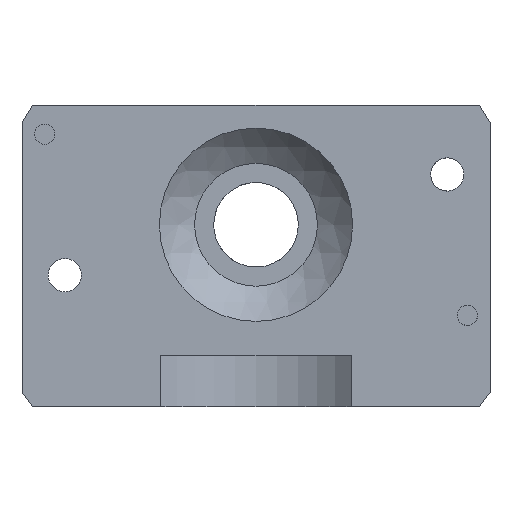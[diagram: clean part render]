
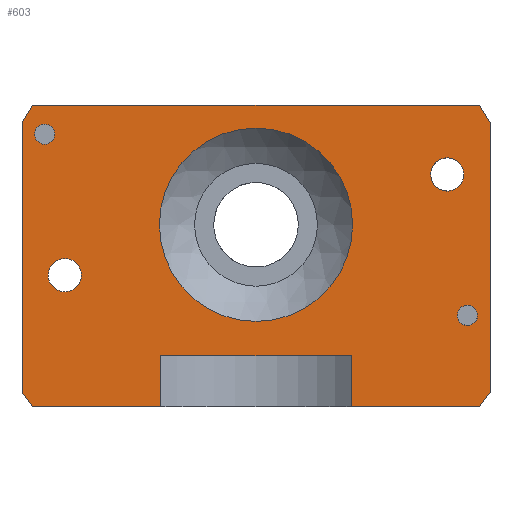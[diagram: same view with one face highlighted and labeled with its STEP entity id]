
A CAD part, front view. The second image highlights one B-rep face of the part: STEP entity #603.
In plain terms, the highlighted planar face has unit normal (0, -1, 0).
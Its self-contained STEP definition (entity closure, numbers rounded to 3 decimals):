
#39=B_SPLINE_CURVE_WITH_KNOTS('',3,(#1249,#1250,#1251,#1252,#1253,#1254),
 .UNSPECIFIED.,.F.,.F.,(4,2,4),(-0.202,-0.101,0.),
 .UNSPECIFIED.);
#40=B_SPLINE_CURVE_WITH_KNOTS('',3,(#1258,#1259,#1260,#1261,#1262,#1263),
 .UNSPECIFIED.,.F.,.F.,(4,2,4),(-0.177,-0.088,
0.),.UNSPECIFIED.);
#41=B_SPLINE_CURVE_WITH_KNOTS('',3,(#1268,#1269,#1270,#1271,#1272,#1273),
 .UNSPECIFIED.,.F.,.F.,(4,2,4),(-0.177,-0.088,
0.),.UNSPECIFIED.);
#42=B_SPLINE_CURVE_WITH_KNOTS('',3,(#1276,#1277,#1278,#1279,#1280,#1281),
 .UNSPECIFIED.,.F.,.F.,(4,2,4),(-0.202,-0.101,0.),
 .UNSPECIFIED.);
#60=LINE('',#1238,#89);
#61=LINE('',#1241,#90);
#62=LINE('',#1243,#91);
#63=LINE('',#1247,#92);
#64=LINE('',#1256,#93);
#65=LINE('',#1264,#94);
#66=LINE('',#1266,#95);
#67=LINE('',#1275,#96);
#89=VECTOR('',#718,5.1);
#90=VECTOR('',#721,5.1);
#91=VECTOR('',#724,18.931);
#92=VECTOR('',#727,44.39);
#93=VECTOR('',#728,26.856);
#94=VECTOR('',#729,12.729);
#95=VECTOR('',#730,12.729);
#96=VECTOR('',#731,26.856);
#122=FACE_BOUND('',#186,.T.);
#123=FACE_BOUND('',#187,.T.);
#124=FACE_BOUND('',#188,.T.);
#125=FACE_BOUND('',#189,.T.);
#126=FACE_BOUND('',#190,.T.);
#144=FACE_OUTER_BOUND('',#185,.T.);
#185=EDGE_LOOP('',(#431,#432,#433,#434,#435,#436,#437,#438,#439,#440,#441,
#442));
#186=EDGE_LOOP('',(#443));
#187=EDGE_LOOP('',(#444));
#188=EDGE_LOOP('',(#445));
#189=EDGE_LOOP('',(#446));
#190=EDGE_LOOP('',(#447));
#238=CIRCLE('',#647,1.);
#239=CIRCLE('',#648,1.65);
#240=CIRCLE('',#649,9.6);
#241=CIRCLE('',#650,1.);
#242=CIRCLE('',#651,1.65);
#273=VERTEX_POINT('',#1234);
#274=VERTEX_POINT('',#1235);
#275=VERTEX_POINT('',#1237);
#276=VERTEX_POINT('',#1239);
#277=VERTEX_POINT('',#1245);
#278=VERTEX_POINT('',#1246);
#279=VERTEX_POINT('',#1248);
#280=VERTEX_POINT('',#1255);
#281=VERTEX_POINT('',#1257);
#282=VERTEX_POINT('',#1265);
#283=VERTEX_POINT('',#1267);
#284=VERTEX_POINT('',#1274);
#285=VERTEX_POINT('',#1282);
#286=VERTEX_POINT('',#1284);
#287=VERTEX_POINT('',#1286);
#288=VERTEX_POINT('',#1288);
#289=VERTEX_POINT('',#1290);
#336=EDGE_CURVE('',#275,#273,#60,.F.);
#338=EDGE_CURVE('',#274,#276,#61,.F.);
#339=EDGE_CURVE('',#276,#275,#62,.F.);
#340=EDGE_CURVE('',#277,#278,#63,.T.);
#341=EDGE_CURVE('',#278,#279,#39,.T.);
#342=EDGE_CURVE('',#279,#280,#64,.T.);
#343=EDGE_CURVE('',#281,#280,#40,.T.);
#344=EDGE_CURVE('',#281,#274,#65,.T.);
#345=EDGE_CURVE('',#282,#273,#66,.F.);
#346=EDGE_CURVE('',#282,#283,#41,.F.);
#347=EDGE_CURVE('',#284,#283,#67,.F.);
#348=EDGE_CURVE('',#277,#284,#42,.F.);
#349=EDGE_CURVE('',#285,#285,#238,.F.);
#350=EDGE_CURVE('',#286,#286,#239,.F.);
#351=EDGE_CURVE('',#287,#287,#240,.T.);
#352=EDGE_CURVE('',#288,#288,#241,.T.);
#353=EDGE_CURVE('',#289,#289,#242,.F.);
#431=ORIENTED_EDGE('',*,*,#340,.T.);
#432=ORIENTED_EDGE('',*,*,#341,.T.);
#433=ORIENTED_EDGE('',*,*,#342,.T.);
#434=ORIENTED_EDGE('',*,*,#343,.F.);
#435=ORIENTED_EDGE('',*,*,#344,.T.);
#436=ORIENTED_EDGE('',*,*,#338,.T.);
#437=ORIENTED_EDGE('',*,*,#339,.T.);
#438=ORIENTED_EDGE('',*,*,#336,.T.);
#439=ORIENTED_EDGE('',*,*,#345,.F.);
#440=ORIENTED_EDGE('',*,*,#346,.T.);
#441=ORIENTED_EDGE('',*,*,#347,.F.);
#442=ORIENTED_EDGE('',*,*,#348,.F.);
#443=ORIENTED_EDGE('',*,*,#349,.F.);
#444=ORIENTED_EDGE('',*,*,#350,.T.);
#445=ORIENTED_EDGE('',*,*,#351,.T.);
#446=ORIENTED_EDGE('',*,*,#352,.T.);
#447=ORIENTED_EDGE('',*,*,#353,.T.);
#584=PLANE('',#646);
#603=ADVANCED_FACE('',(#144,#122,#123,#124,#125,#126),#584,.T.);
#646=AXIS2_PLACEMENT_3D('',#1244,#725,#726);
#647=AXIS2_PLACEMENT_3D('',#1283,#732,#733);
#648=AXIS2_PLACEMENT_3D('',#1285,#734,#735);
#649=AXIS2_PLACEMENT_3D('',#1287,#736,#737);
#650=AXIS2_PLACEMENT_3D('',#1289,#738,#739);
#651=AXIS2_PLACEMENT_3D('',#1291,#740,#741);
#718=DIRECTION('',(0.,0.,1.));
#721=DIRECTION('',(0.,0.,-1.));
#724=DIRECTION('',(-1.,0.,0.));
#725=DIRECTION('center_axis',(0.,-1.,0.));
#726=DIRECTION('ref_axis',(0.,0.,1.));
#727=DIRECTION('',(-1.,0.,0.));
#728=DIRECTION('',(0.,0.,-1.));
#729=DIRECTION('',(1.,0.,0.));
#730=DIRECTION('',(1.,0.,0.));
#731=DIRECTION('',(0.,0.,1.));
#732=DIRECTION('center_axis',(0.,1.,0.));
#733=DIRECTION('ref_axis',(1.,0.,0.));
#734=DIRECTION('center_axis',(0.,-1.,0.));
#735=DIRECTION('ref_axis',(0.,0.,1.));
#736=DIRECTION('center_axis',(0.,1.,0.));
#737=DIRECTION('ref_axis',(0.,0.,1.));
#738=DIRECTION('center_axis',(0.,1.,0.));
#739=DIRECTION('ref_axis',(1.,0.,0.));
#740=DIRECTION('center_axis',(0.,-1.,0.));
#741=DIRECTION('ref_axis',(0.,0.,-1.));
#1234=CARTESIAN_POINT('',(9.466,9.2,-18.1));
#1235=CARTESIAN_POINT('',(-9.466,9.2,-18.1));
#1237=CARTESIAN_POINT('',(9.466,9.2,-13.));
#1238=CARTESIAN_POINT('',(9.466,9.2,-15.3));
#1239=CARTESIAN_POINT('',(-9.466,9.2,-13.));
#1241=CARTESIAN_POINT('',(-9.466,9.2,-15.3));
#1243=CARTESIAN_POINT('',(-16.356,9.2,-13.));
#1244=CARTESIAN_POINT('Origin',(-23.246,9.2,-18.1));
#1245=CARTESIAN_POINT('',(22.195,9.2,11.9));
#1246=CARTESIAN_POINT('',(-22.195,9.2,11.9));
#1247=CARTESIAN_POINT('',(-21.615,9.2,11.9));
#1248=CARTESIAN_POINT('',(-23.246,9.2,10.177));
#1249=CARTESIAN_POINT('Ctrl Pts',(-22.195,9.2,11.9));
#1250=CARTESIAN_POINT('Ctrl Pts',(-22.37,9.2,11.613));
#1251=CARTESIAN_POINT('Ctrl Pts',(-22.546,9.2,11.326));
#1252=CARTESIAN_POINT('Ctrl Pts',(-22.896,9.2,10.752));
#1253=CARTESIAN_POINT('Ctrl Pts',(-23.071,9.2,10.464));
#1254=CARTESIAN_POINT('Ctrl Pts',(-23.246,9.2,10.177));
#1255=CARTESIAN_POINT('',(-23.246,9.2,-16.679));
#1256=CARTESIAN_POINT('',(-23.246,9.2,-3.1));
#1257=CARTESIAN_POINT('',(-22.195,9.2,-18.1));
#1258=CARTESIAN_POINT('Ctrl Pts',(-22.195,9.2,-18.1));
#1259=CARTESIAN_POINT('Ctrl Pts',(-22.37,9.2,-17.863));
#1260=CARTESIAN_POINT('Ctrl Pts',(-22.546,9.2,-17.627));
#1261=CARTESIAN_POINT('Ctrl Pts',(-22.896,9.2,-17.153));
#1262=CARTESIAN_POINT('Ctrl Pts',(-23.071,9.2,-16.916));
#1263=CARTESIAN_POINT('Ctrl Pts',(-23.246,9.2,-16.679));
#1264=CARTESIAN_POINT('',(-23.246,9.2,-18.1));
#1265=CARTESIAN_POINT('',(22.195,9.2,-18.1));
#1266=CARTESIAN_POINT('',(-23.246,9.2,-18.1));
#1267=CARTESIAN_POINT('',(23.246,9.2,-16.679));
#1268=CARTESIAN_POINT('Ctrl Pts',(23.246,9.2,-16.679));
#1269=CARTESIAN_POINT('Ctrl Pts',(23.071,9.2,-16.916));
#1270=CARTESIAN_POINT('Ctrl Pts',(22.896,9.2,-17.153));
#1271=CARTESIAN_POINT('Ctrl Pts',(22.546,9.2,-17.627));
#1272=CARTESIAN_POINT('Ctrl Pts',(22.37,9.2,-17.863));
#1273=CARTESIAN_POINT('Ctrl Pts',(22.195,9.2,-18.1));
#1274=CARTESIAN_POINT('',(23.246,9.2,10.177));
#1275=CARTESIAN_POINT('',(23.246,9.2,-3.1));
#1276=CARTESIAN_POINT('Ctrl Pts',(23.246,9.2,10.177));
#1277=CARTESIAN_POINT('Ctrl Pts',(23.071,9.2,10.464));
#1278=CARTESIAN_POINT('Ctrl Pts',(22.896,9.2,10.752));
#1279=CARTESIAN_POINT('Ctrl Pts',(22.546,9.2,11.326));
#1280=CARTESIAN_POINT('Ctrl Pts',(22.37,9.2,11.613));
#1281=CARTESIAN_POINT('Ctrl Pts',(22.195,9.2,11.9));
#1282=CARTESIAN_POINT('',(-22.,9.2,9.));
#1283=CARTESIAN_POINT('Origin',(-21.,9.2,9.));
#1284=CARTESIAN_POINT('',(-19.,9.2,-6.65));
#1285=CARTESIAN_POINT('Origin',(-19.,9.2,-5.));
#1286=CARTESIAN_POINT('',(0.,9.2,-9.6));
#1287=CARTESIAN_POINT('Origin',(0.,9.2,0.));
#1288=CARTESIAN_POINT('',(21.08,9.2,-8.003));
#1289=CARTESIAN_POINT('Origin',(21.,9.2,-9.));
#1290=CARTESIAN_POINT('',(19.,9.2,6.65));
#1291=CARTESIAN_POINT('Origin',(19.,9.2,5.));
